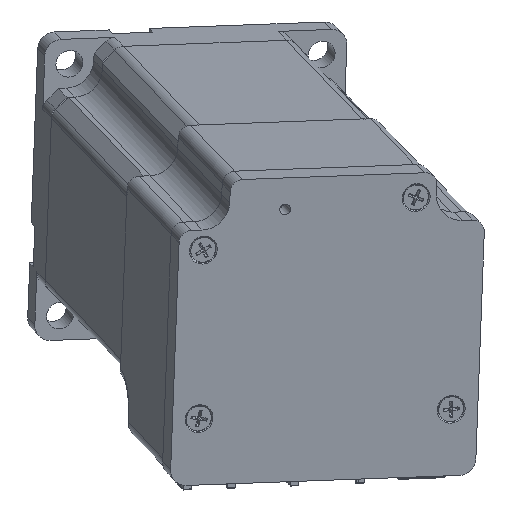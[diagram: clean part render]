
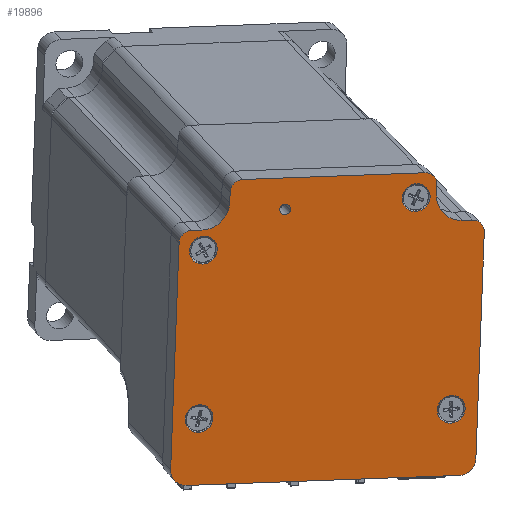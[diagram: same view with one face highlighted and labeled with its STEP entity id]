
A CAD part, front view. The second image highlights one B-rep face of the part: STEP entity #19896.
In plain terms, the highlighted planar face has unit normal (0.257, -0.929, -0.268).
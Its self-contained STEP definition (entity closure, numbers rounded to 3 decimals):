
#19698=CARTESIAN_POINT('',(56.421,50.996,-165.05));
#19699=DIRECTION('',(-0.257,0.929,0.268));
#19700=DIRECTION('',(0.036,-0.268,0.963));
#19701=AXIS2_PLACEMENT_3D('',#19698,#19699,#19700);
#19702=PLANE('',#19701);
#19703=CARTESIAN_POINT('',(80.035,65.168,-191.584));
#19704=VERTEX_POINT('',#19703);
#19705=CARTESIAN_POINT('',(83.04,65.136,-188.588));
#19706=VERTEX_POINT('',#19705);
#19707=CARTESIAN_POINT('',(80.142,64.366,-188.695));
#19708=DIRECTION('',(0.257,-0.929,-0.268));
#19709=DIRECTION('',(-0.036,0.268,-0.963));
#19710=AXIS2_PLACEMENT_3D('',#19707,#19708,#19709);
#19711=CIRCLE('',#19710,3.);
#19712=EDGE_CURVE('',#19704,#19706,#19711,.T.);
#19713=ORIENTED_EDGE('',*,*,#19712,.T.);
#19714=CARTESIAN_POINT('',(84.553,53.762,-147.666));
#19715=VERTEX_POINT('',#19714);
#19716=CARTESIAN_POINT('',(84.553,53.762,-147.666));
#19717=DIRECTION('',(-0.036,0.268,-0.963));
#19718=VECTOR('',#19717,42.5);
#19719=LINE('',#19716,#19718);
#19720=EDGE_CURVE('',#19715,#19706,#19719,.T.);
#19721=ORIENTED_EDGE('',*,*,#19720,.F.);
#19722=CARTESIAN_POINT('',(82.414,52.556,-145.534));
#19723=VERTEX_POINT('',#19722);
#19724=CARTESIAN_POINT('',(82.332,53.171,-147.748));
#19725=DIRECTION('',(0.257,-0.929,-0.268));
#19726=DIRECTION('',(0.966,0.257,0.036));
#19727=AXIS2_PLACEMENT_3D('',#19724,#19725,#19726);
#19728=CIRCLE('',#19727,2.3);
#19729=EDGE_CURVE('',#19715,#19723,#19728,.T.);
#19730=ORIENTED_EDGE('',*,*,#19729,.T.);
#19731=CARTESIAN_POINT('',(80.579,52.068,-145.601));
#19732=VERTEX_POINT('',#19731);
#19733=CARTESIAN_POINT('',(82.414,52.556,-145.534));
#19734=DIRECTION('',(-0.966,-0.257,-0.036));
#19735=VECTOR('',#19734,1.9);
#19736=LINE('',#19733,#19735);
#19737=EDGE_CURVE('',#19723,#19732,#19736,.T.);
#19738=ORIENTED_EDGE('',*,*,#19737,.T.);
#19739=CARTESIAN_POINT('',(75.927,49.447,-140.965));
#19740=VERTEX_POINT('',#19739);
#19741=CARTESIAN_POINT('',(80.757,50.73,-140.787));
#19742=DIRECTION('',(-0.257,0.929,0.268));
#19743=DIRECTION('',(-0.036,0.268,-0.963));
#19744=AXIS2_PLACEMENT_3D('',#19741,#19742,#19743);
#19745=CIRCLE('',#19744,5.0);
#19746=EDGE_CURVE('',#19732,#19740,#19745,.T.);
#19747=ORIENTED_EDGE('',*,*,#19746,.T.);
#19748=CARTESIAN_POINT('',(75.995,48.938,-139.136));
#19749=VERTEX_POINT('',#19748);
#19750=CARTESIAN_POINT('',(75.995,48.938,-139.136));
#19751=DIRECTION('',(-0.036,0.268,-0.963));
#19752=VECTOR('',#19751,1.9);
#19753=LINE('',#19750,#19752);
#19754=EDGE_CURVE('',#19749,#19740,#19753,.T.);
#19755=ORIENTED_EDGE('',*,*,#19754,.F.);
#19756=CARTESIAN_POINT('',(73.856,47.732,-137.003));
#19757=VERTEX_POINT('',#19756);
#19758=CARTESIAN_POINT('',(73.774,48.348,-139.217));
#19759=DIRECTION('',(0.257,-0.929,-0.268));
#19760=DIRECTION('',(0.966,0.257,0.036));
#19761=AXIS2_PLACEMENT_3D('',#19758,#19759,#19760);
#19762=CIRCLE('',#19761,2.3);
#19763=EDGE_CURVE('',#19749,#19757,#19762,.T.);
#19764=ORIENTED_EDGE('',*,*,#19763,.T.);
#19765=CARTESIAN_POINT('',(41.017,39.006,-138.214));
#19766=VERTEX_POINT('',#19765);
#19767=CARTESIAN_POINT('',(41.017,39.006,-138.214));
#19768=DIRECTION('',(0.966,0.257,0.036));
#19769=VECTOR('',#19768,34.);
#19770=LINE('',#19767,#19769);
#19771=EDGE_CURVE('',#19766,#19757,#19770,.T.);
#19772=ORIENTED_EDGE('',*,*,#19771,.F.);
#19773=CARTESIAN_POINT('',(38.714,39.031,-140.51));
#19774=VERTEX_POINT('',#19773);
#19775=CARTESIAN_POINT('',(40.935,39.621,-140.428));
#19776=DIRECTION('',(0.257,-0.929,-0.268));
#19777=DIRECTION('',(0.036,-0.268,0.963));
#19778=AXIS2_PLACEMENT_3D('',#19775,#19776,#19777);
#19779=CIRCLE('',#19778,2.3);
#19780=EDGE_CURVE('',#19766,#19774,#19779,.T.);
#19781=ORIENTED_EDGE('',*,*,#19780,.T.);
#19782=CARTESIAN_POINT('',(38.646,39.539,-142.34));
#19783=VERTEX_POINT('',#19782);
#19784=CARTESIAN_POINT('',(38.714,39.031,-140.51));
#19785=DIRECTION('',(-0.036,0.268,-0.963));
#19786=VECTOR('',#19785,1.9);
#19787=LINE('',#19784,#19786);
#19788=EDGE_CURVE('',#19774,#19783,#19787,.T.);
#19789=ORIENTED_EDGE('',*,*,#19788,.T.);
#19790=CARTESIAN_POINT('',(33.639,39.594,-147.332));
#19791=VERTEX_POINT('',#19790);
#19792=CARTESIAN_POINT('',(33.817,38.256,-142.518));
#19793=DIRECTION('',(-0.257,0.929,0.268));
#19794=DIRECTION('',(0.966,0.257,0.036));
#19795=AXIS2_PLACEMENT_3D('',#19792,#19793,#19794);
#19796=CIRCLE('',#19795,5.);
#19797=EDGE_CURVE('',#19783,#19791,#19796,.T.);
#19798=ORIENTED_EDGE('',*,*,#19797,.T.);
#19799=CARTESIAN_POINT('',(31.804,39.106,-147.4));
#19800=VERTEX_POINT('',#19799);
#19801=CARTESIAN_POINT('',(31.804,39.106,-147.4));
#19802=DIRECTION('',(0.966,0.257,0.036));
#19803=VECTOR('',#19802,1.9);
#19804=LINE('',#19801,#19803);
#19805=EDGE_CURVE('',#19800,#19791,#19804,.T.);
#19806=ORIENTED_EDGE('',*,*,#19805,.F.);
#19807=CARTESIAN_POINT('',(29.5,39.132,-149.696));
#19808=VERTEX_POINT('',#19807);
#19809=CARTESIAN_POINT('',(31.722,39.722,-149.614));
#19810=DIRECTION('',(0.257,-0.929,-0.268));
#19811=DIRECTION('',(0.036,-0.268,0.963));
#19812=AXIS2_PLACEMENT_3D('',#19809,#19810,#19811);
#19813=CIRCLE('',#19812,2.3);
#19814=EDGE_CURVE('',#19800,#19808,#19813,.T.);
#19815=ORIENTED_EDGE('',*,*,#19814,.T.);
#19816=CARTESIAN_POINT('',(27.987,50.506,-190.618));
#19817=VERTEX_POINT('',#19816);
#19818=CARTESIAN_POINT('',(27.987,50.506,-190.618));
#19819=DIRECTION('',(0.036,-0.268,0.963));
#19820=VECTOR('',#19819,42.5);
#19821=LINE('',#19818,#19820);
#19822=EDGE_CURVE('',#19817,#19808,#19821,.T.);
#19823=ORIENTED_EDGE('',*,*,#19822,.F.);
#19824=CARTESIAN_POINT('',(30.777,52.078,-193.4));
#19825=VERTEX_POINT('',#19824);
#19826=CARTESIAN_POINT('',(30.884,51.276,-190.511));
#19827=DIRECTION('',(0.257,-0.929,-0.268));
#19828=DIRECTION('',(-0.966,-0.257,-0.036));
#19829=AXIS2_PLACEMENT_3D('',#19826,#19827,#19828);
#19830=CIRCLE('',#19829,3.);
#19831=EDGE_CURVE('',#19817,#19825,#19830,.T.);
#19832=ORIENTED_EDGE('',*,*,#19831,.T.);
#19833=CARTESIAN_POINT('',(80.035,65.168,-191.584));
#19834=DIRECTION('',(-0.966,-0.257,-0.036));
#19835=VECTOR('',#19834,51.);
#19836=LINE('',#19833,#19835);
#19837=EDGE_CURVE('',#19704,#19825,#19836,.T.);
#19838=ORIENTED_EDGE('',*,*,#19837,.F.);
#19839=EDGE_LOOP('',(#19713,#19721,#19730,#19738,#19747,#19755,#19764,#19772,#19781,#19789,#19798,#19806,#19815,#19823,#19832,#19838));
#19840=FACE_OUTER_BOUND('',#19839,.T.);
#19841=CARTESIAN_POINT('',(69.753,47.916,-141.575));
#19842=VERTEX_POINT('',#19841);
#19843=CARTESIAN_POINT('',(72.265,48.584,-141.483));
#19844=DIRECTION('',(-0.257,0.929,0.268));
#19845=DIRECTION('',(-0.966,-0.257,-0.036));
#19846=AXIS2_PLACEMENT_3D('',#19843,#19844,#19845);
#19847=CIRCLE('',#19846,2.6);
#19848=EDGE_CURVE('',#19842,#19842,#19847,.T.);
#19849=ORIENTED_EDGE('',*,*,#19848,.T.);
#19850=EDGE_LOOP('',(#19849));
#19851=FACE_BOUND('',#19850,.T.);
#19852=CARTESIAN_POINT('',(76.084,60.669,-179.759));
#19853=VERTEX_POINT('',#19852);
#19854=CARTESIAN_POINT('',(78.595,61.336,-179.667));
#19855=DIRECTION('',(-0.257,0.929,0.268));
#19856=DIRECTION('',(0.966,0.257,0.036));
#19857=AXIS2_PLACEMENT_3D('',#19854,#19855,#19856);
#19858=CIRCLE('',#19857,2.6);
#19859=EDGE_CURVE('',#19853,#19853,#19858,.T.);
#19860=ORIENTED_EDGE('',*,*,#19859,.T.);
#19861=EDGE_LOOP('',(#19860));
#19862=FACE_BOUND('',#19861,.T.);
#19863=CARTESIAN_POINT('',(30.593,48.58,-181.437));
#19864=VERTEX_POINT('',#19863);
#19865=CARTESIAN_POINT('',(33.104,49.247,-181.344));
#19866=DIRECTION('',(-0.257,0.929,0.268));
#19867=DIRECTION('',(0.966,0.257,0.036));
#19868=AXIS2_PLACEMENT_3D('',#19865,#19866,#19867);
#19869=CIRCLE('',#19868,2.6);
#19870=EDGE_CURVE('',#19864,#19864,#19869,.T.);
#19871=ORIENTED_EDGE('',*,*,#19870,.T.);
#19872=EDGE_LOOP('',(#19871));
#19873=FACE_BOUND('',#19872,.T.);
#19874=CARTESIAN_POINT('',(31.377,40.04,-151.048));
#19875=VERTEX_POINT('',#19874);
#19876=CARTESIAN_POINT('',(33.888,40.707,-150.955));
#19877=DIRECTION('',(-0.257,0.929,0.268));
#19878=DIRECTION('',(-0.966,-0.257,-0.036));
#19879=AXIS2_PLACEMENT_3D('',#19876,#19877,#19878);
#19880=CIRCLE('',#19879,2.6);
#19881=EDGE_CURVE('',#19875,#19875,#19880,.T.);
#19882=ORIENTED_EDGE('',*,*,#19881,.T.);
#19883=EDGE_LOOP('',(#19882));
#19884=FACE_BOUND('',#19883,.T.);
#19885=CARTESIAN_POINT('',(49.596,42.92,-143.571));
#19886=VERTEX_POINT('',#19885);
#19887=CARTESIAN_POINT('',(48.63,42.664,-143.606));
#19888=DIRECTION('',(-0.257,0.929,0.268));
#19889=DIRECTION('',(-0.966,-0.257,-0.036));
#19890=AXIS2_PLACEMENT_3D('',#19887,#19888,#19889);
#19891=CIRCLE('',#19890,1.0);
#19892=EDGE_CURVE('',#19886,#19886,#19891,.T.);
#19893=ORIENTED_EDGE('',*,*,#19892,.T.);
#19894=EDGE_LOOP('',(#19893));
#19895=FACE_BOUND('',#19894,.T.);
#19896=ADVANCED_FACE('',(#19840,#19851,#19862,#19873,#19884,#19895),#19702,.F.);
